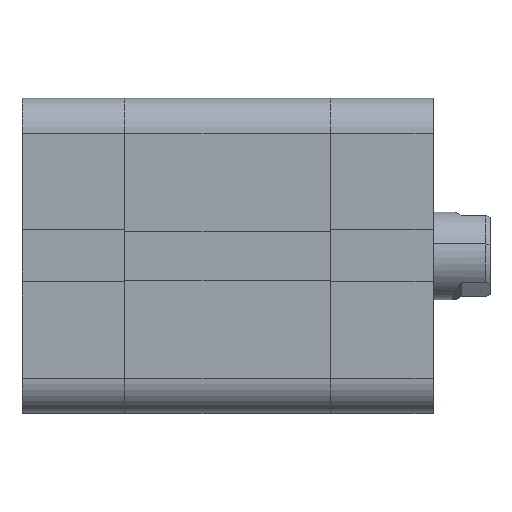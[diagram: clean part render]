
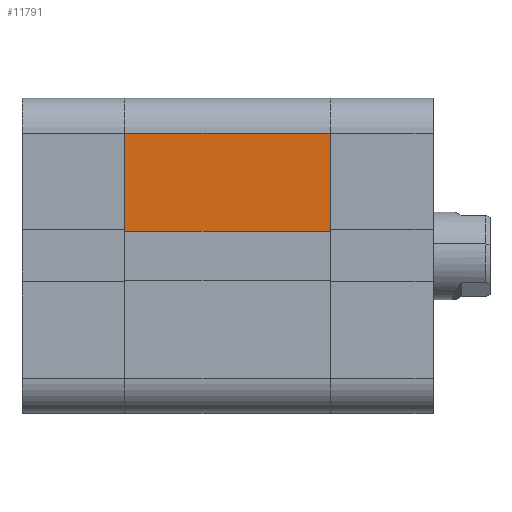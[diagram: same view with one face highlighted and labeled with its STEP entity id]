
A CAD part, top view. The second image highlights one B-rep face of the part: STEP entity #11791.
In plain terms, the highlighted planar face has unit normal (0, 0, 1).
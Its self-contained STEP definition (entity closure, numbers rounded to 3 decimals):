
#719 = VERTEX_POINT ( 'NONE', #17477 ) ;
#1078 = VECTOR ( 'NONE', #12706, 1000. ) ;
#1109 = CARTESIAN_POINT ( 'NONE',  ( 0., 2.8, 18. ) ) ;
#1183 = DIRECTION ( 'NONE',  ( 0., 0., -1. ) ) ;
#1501 = EDGE_CURVE ( 'NONE', #719, #14865, #20428, .T. ) ;
#2133 = LINE ( 'NONE', #6645, #10936 ) ;
#2610 = VECTOR ( 'NONE', #19987, 1000. ) ;
#2893 = ORIENTED_EDGE ( 'NONE', *, *, #18372, .F. ) ;
#3335 = PLANE ( 'NONE',  #13007 ) ;
#4054 = EDGE_CURVE ( 'NONE', #23548, #719, #2133, .T. ) ;
#4351 = VERTEX_POINT ( 'NONE', #20030 ) ;
#4439 = ORIENTED_EDGE ( 'NONE', *, *, #21565, .F. ) ;
#5035 = LINE ( 'NONE', #5161, #2610 ) ;
#5161 = CARTESIAN_POINT ( 'NONE',  ( 23.501, 2.8, 18. ) ) ;
#5377 = VECTOR ( 'NONE', #8825, 1000. ) ;
#6210 = CARTESIAN_POINT ( 'NONE',  ( 23.5, 14., 18. ) ) ;
#6645 = CARTESIAN_POINT ( 'NONE',  ( 23.5, 14., 18. ) ) ;
#8825 = DIRECTION ( 'NONE',  ( 0., -1., 0. ) ) ;
#8917 = FACE_OUTER_BOUND ( 'NONE', #20923, .T. ) ;
#10936 = VECTOR ( 'NONE', #16202, 1000. ) ;
#11791 = ADVANCED_FACE ( 'NONE', ( #8917 ), #3335, .F. ) ;
#12326 = DIRECTION ( 'NONE',  ( -1., 0., 0. ) ) ;
#12706 = DIRECTION ( 'NONE',  ( 0., -1., 0. ) ) ;
#12732 = CARTESIAN_POINT ( 'NONE',  ( 23.5, -18., 18. ) ) ;
#13007 = AXIS2_PLACEMENT_3D ( 'NONE', #14431, #1183, #12326 ) ;
#14431 = CARTESIAN_POINT ( 'NONE',  ( 23.5, -18., 18. ) ) ;
#14865 = VERTEX_POINT ( 'NONE', #1109 ) ;
#16202 = DIRECTION ( 'NONE',  ( -1., 0., 0. ) ) ;
#17035 = ORIENTED_EDGE ( 'NONE', *, *, #4054, .T. ) ;
#17477 = CARTESIAN_POINT ( 'NONE',  ( 0., 14., 18. ) ) ;
#18372 = EDGE_CURVE ( 'NONE', #23548, #4351, #19843, .T. ) ;
#19532 = ORIENTED_EDGE ( 'NONE', *, *, #1501, .T. ) ;
#19843 = LINE ( 'NONE', #12732, #5377 ) ;
#19987 = DIRECTION ( 'NONE',  ( -1., 0., 0. ) ) ;
#20030 = CARTESIAN_POINT ( 'NONE',  ( 23.5, 2.8, 18. ) ) ;
#20428 = LINE ( 'NONE', #22288, #1078 ) ;
#20923 = EDGE_LOOP ( 'NONE', ( #19532, #4439, #2893, #17035 ) ) ;
#21565 = EDGE_CURVE ( 'NONE', #4351, #14865, #5035, .T. ) ;
#22288 = CARTESIAN_POINT ( 'NONE',  ( 0., -18., 18. ) ) ;
#23548 = VERTEX_POINT ( 'NONE', #6210 ) ;
